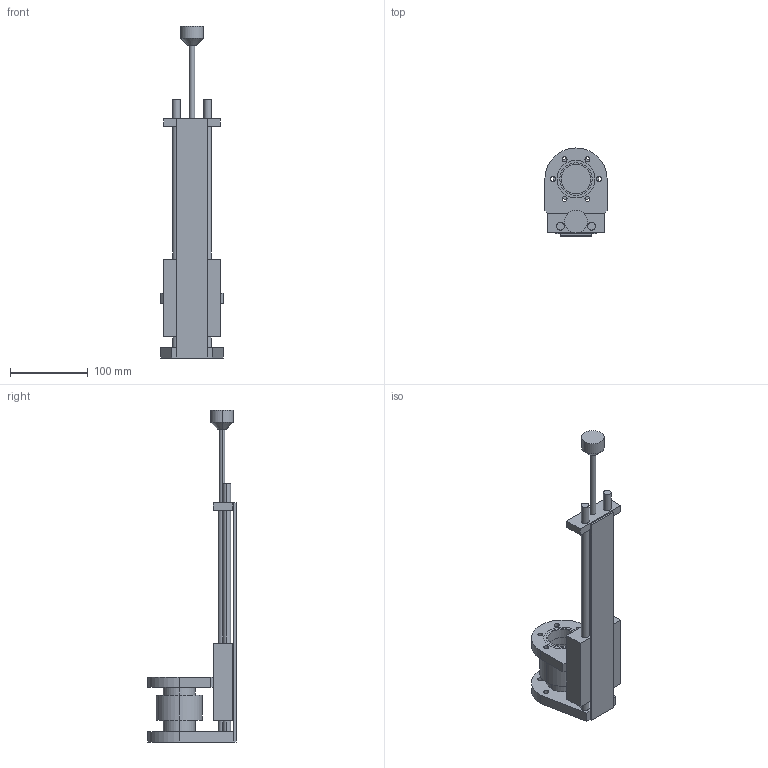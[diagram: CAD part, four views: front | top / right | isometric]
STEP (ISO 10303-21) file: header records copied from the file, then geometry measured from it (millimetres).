
FILE_DESCRIPTION(('STEP AP214'),'1');
FILE_NAME('z-travel aus stabil-1.stp','2023-03-20T08:47:15',(' '),(' '),'Spatial InterOp 3D',' ',' ');
FILE_SCHEMA(('AUTOMOTIVE_DESIGN { 1 0 10303 214 1 1 1 1 }'));
Length unit declared in the file: millimetre
Products named in the file (1): Volumenkörper
Bounding box: 80 x 113 x 426 mm (x, y, z)
Volume: 305785.1 mm3; surface area: 133815.4 mm2
Topology: 5 solids, 10 shells, 118 faces, 281 edges, 220 vertices
Faces by surface type: cylinder 60, plane 56, cone 2
Entity records: 4097 total; most frequent: DIRECTION 736, CARTESIAN_POINT 653, ORIENTED_EDGE 542, AXIS2_PLACEMENT_3D 303, EDGE_CURVE 281, VERTEX_POINT 194, EDGE_LOOP 171, CIRCLE 151
